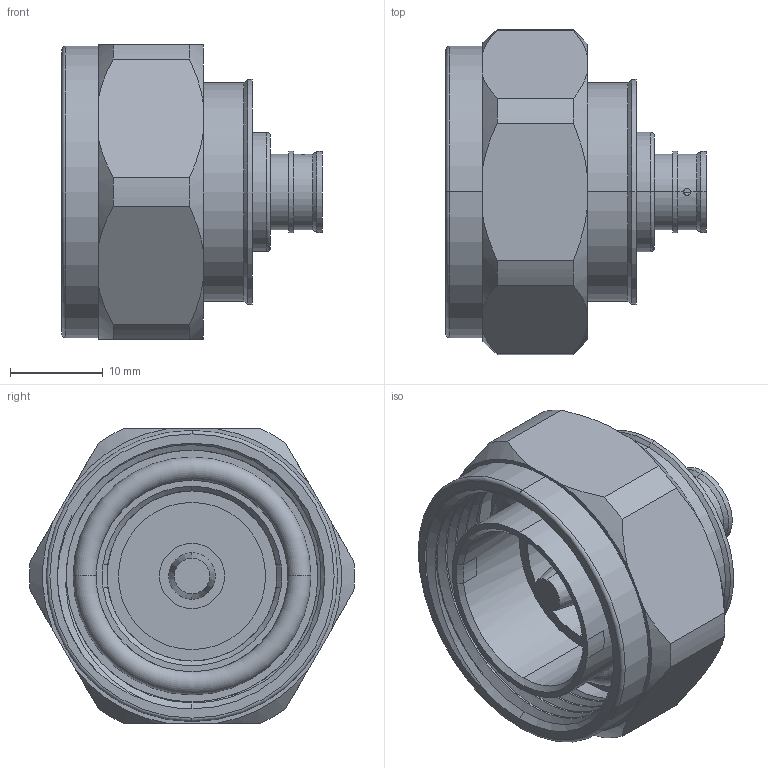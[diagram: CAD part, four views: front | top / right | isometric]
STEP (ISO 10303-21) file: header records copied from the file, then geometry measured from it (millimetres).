
FILE_DESCRIPTION (( 'STEP AP214' ), '1' );
FILE_NAME ('PE45660_3D.STEP', '2021-11-22T18:46:16', ( '' ), ( '' ), 'SwSTEP 2.0', 'SolidWorks 2021', '' );
FILE_SCHEMA (( 'AUTOMOTIVE_DESIGN' ));
Length unit declared in the file: inch
Products named in the file (1): PE45660_3D
Bounding box: 28 x 34.98 x 31.75 mm (x, y, z)
Volume: 9526.3 mm3; surface area: 9439.2 mm2
Topology: 1 solids, 4 shells, 134 faces, 333 edges, 218 vertices
Faces by surface type: cylinder 58, plane 31, cone 28, bspline 9, torus 8
Entity records: 5410 total; most frequent: CARTESIAN_POINT 2252, ORIENTED_EDGE 666, DIRECTION 641, EDGE_CURVE 333, AXIS2_PLACEMENT_3D 270, VERTEX_POINT 218, EDGE_LOOP 153, CIRCLE 144
